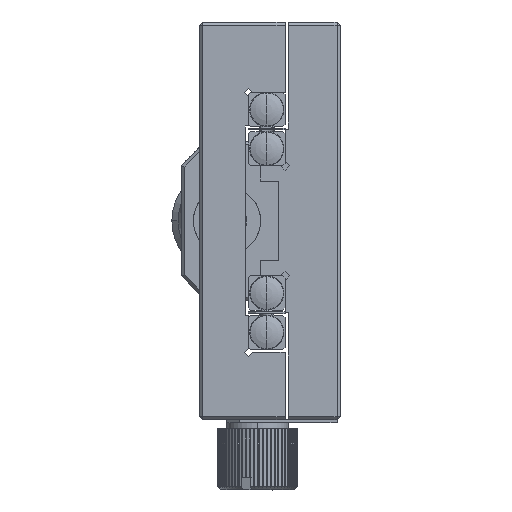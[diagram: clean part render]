
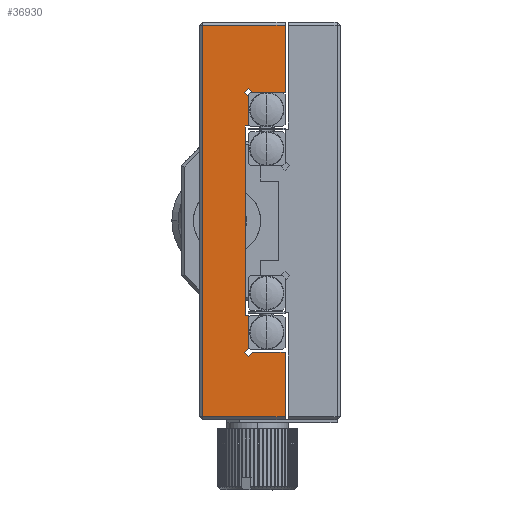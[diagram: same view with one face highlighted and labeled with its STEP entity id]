
A CAD part, left-side view. The second image highlights one B-rep face of the part: STEP entity #36930.
In plain terms, the highlighted planar face has unit normal (-1, 0, 0).
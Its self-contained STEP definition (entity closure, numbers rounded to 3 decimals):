
#134 = EDGE_CURVE ( 'NONE', #18772, #11006, #20798, .T. ) ;
#241 = EDGE_CURVE ( 'NONE', #12633, #5045, #28668, .T. ) ;
#445 = LINE ( 'NONE', #34091, #11804 ) ;
#520 = CARTESIAN_POINT ( 'NONE',  ( -32.5, 15., 21.707 ) ) ;
#726 = EDGE_CURVE ( 'NONE', #3607, #24102, #13609, .T. ) ;
#748 = VECTOR ( 'NONE', #31520, 1000. ) ;
#1074 = CARTESIAN_POINT ( 'NONE',  ( -32.5, 15., -22.207 ) ) ;
#1448 = ORIENTED_EDGE ( 'NONE', *, *, #29289, .T. ) ;
#1630 = FACE_OUTER_BOUND ( 'NONE', #3905, .T. ) ;
#2075 = LINE ( 'NONE', #27203, #7109 ) ;
#2205 = ORIENTED_EDGE ( 'NONE', *, *, #18118, .F. ) ;
#2264 = DIRECTION ( 'NONE',  ( 0., 0., 1. ) ) ;
#2758 = CARTESIAN_POINT ( 'NONE',  ( -32.5, 23., -15.5 ) ) ;
#3038 = CARTESIAN_POINT ( 'NONE',  ( -32.5, 9., 21. ) ) ;
#3376 = EDGE_CURVE ( 'NONE', #24054, #3607, #30256, .T. ) ;
#3531 = VECTOR ( 'NONE', #2264, 1000. ) ;
#3607 = VERTEX_POINT ( 'NONE', #520 ) ;
#3820 = CARTESIAN_POINT ( 'NONE',  ( -32.5, 15., 15.5 ) ) ;
#3829 = CARTESIAN_POINT ( 'NONE',  ( -32.5, 22.5, -32. ) ) ;
#3905 = EDGE_LOOP ( 'NONE', ( #10496, #16192, #31410, #9223, #2205, #13644, #7985, #34272, #22947, #34712, #30512, #1448, #11991, #18170, #39787, #5572, #34837, #30502 ) ) ;
#4118 = LINE ( 'NONE', #1074, #25943 ) ;
#4479 = CARTESIAN_POINT ( 'NONE',  ( -32.5, 23., -32.5 ) ) ;
#4611 = VECTOR ( 'NONE', #36926, 1000. ) ;
#5001 = EDGE_CURVE ( 'NONE', #11006, #27982, #13524, .T. ) ;
#5045 = VERTEX_POINT ( 'NONE', #22454 ) ;
#5079 = VECTOR ( 'NONE', #6610, 1000. ) ;
#5093 = DIRECTION ( 'NONE',  ( -1., 0., 0. ) ) ;
#5474 = DIRECTION ( 'NONE',  ( 0., -0.707, 0.707 ) ) ;
#5572 = ORIENTED_EDGE ( 'NONE', *, *, #6571, .T. ) ;
#5702 = VECTOR ( 'NONE', #27277, 1000. ) ;
#6063 = CARTESIAN_POINT ( 'NONE',  ( -32.5, 15.707, -21.5 ) ) ;
#6571 = EDGE_CURVE ( 'NONE', #11760, #27658, #10054, .T. ) ;
#6610 = DIRECTION ( 'NONE',  ( 0., 0., 1. ) ) ;
#7109 = VECTOR ( 'NONE', #9306, 1000. ) ;
#7145 = EDGE_CURVE ( 'NONE', #27698, #20895, #2075, .T. ) ;
#7478 = CARTESIAN_POINT ( 'NONE',  ( -32.5, 15.5, 15.5 ) ) ;
#7486 = VECTOR ( 'NONE', #32136, 1000. ) ;
#7985 = ORIENTED_EDGE ( 'NONE', *, *, #7145, .T. ) ;
#8276 = CARTESIAN_POINT ( 'NONE',  ( -32.5, 15., -15.5 ) ) ;
#9223 = ORIENTED_EDGE ( 'NONE', *, *, #241, .T. ) ;
#9306 = DIRECTION ( 'NONE',  ( 0., 0., 1. ) ) ;
#9855 = CARTESIAN_POINT ( 'NONE',  ( -32.5, 9., -32.5 ) ) ;
#10054 = LINE ( 'NONE', #25068, #5079 ) ;
#10174 = CARTESIAN_POINT ( 'NONE',  ( -32.5, 9., -21.5 ) ) ;
#10228 = CARTESIAN_POINT ( 'NONE',  ( -32.5, 23., 32. ) ) ;
#10340 = DIRECTION ( 'NONE',  ( 0., 0.707, -0.707 ) ) ;
#10496 = ORIENTED_EDGE ( 'NONE', *, *, #726, .T. ) ;
#11006 = VERTEX_POINT ( 'NONE', #29909 ) ;
#11760 = VERTEX_POINT ( 'NONE', #3820 ) ;
#11804 = VECTOR ( 'NONE', #31655, 1000. ) ;
#11956 = CARTESIAN_POINT ( 'NONE',  ( -32.5, 23., 15.5 ) ) ;
#11991 = ORIENTED_EDGE ( 'NONE', *, *, #134, .T. ) ;
#12633 = VERTEX_POINT ( 'NONE', #20057 ) ;
#12680 = VERTEX_POINT ( 'NONE', #6063 ) ;
#12807 = VECTOR ( 'NONE', #16131, 1000. ) ;
#12831 = VERTEX_POINT ( 'NONE', #3038 ) ;
#12947 = EDGE_CURVE ( 'NONE', #20895, #15543, #26296, .T. ) ;
#13394 = VECTOR ( 'NONE', #27169, 1000. ) ;
#13449 = DIRECTION ( 'NONE',  ( 0., 0.707, 0.707 ) ) ;
#13524 = LINE ( 'NONE', #38446, #22766 ) ;
#13609 = LINE ( 'NONE', #17272, #16229 ) ;
#13644 = ORIENTED_EDGE ( 'NONE', *, *, #25583, .T. ) ;
#14116 = VECTOR ( 'NONE', #5474, 1000. ) ;
#14175 = VERTEX_POINT ( 'NONE', #3829 ) ;
#14398 = DIRECTION ( 'NONE',  ( 0., -1., 0. ) ) ;
#15109 = CARTESIAN_POINT ( 'NONE',  ( -32.5, 15.707, 21. ) ) ;
#15543 = VERTEX_POINT ( 'NONE', #18289 ) ;
#15606 = CARTESIAN_POINT ( 'NONE',  ( -32.5, 15., 20.293 ) ) ;
#16131 = DIRECTION ( 'NONE',  ( 0., 1., 0. ) ) ;
#16192 = ORIENTED_EDGE ( 'NONE', *, *, #22563, .T. ) ;
#16229 = VECTOR ( 'NONE', #26168, 1000. ) ;
#17152 = EDGE_CURVE ( 'NONE', #15543, #29307, #25760, .T. ) ;
#17272 = CARTESIAN_POINT ( 'NONE',  ( -32.5, 15., 21.707 ) ) ;
#18118 = EDGE_CURVE ( 'NONE', #14175, #5045, #445, .T. ) ;
#18170 = ORIENTED_EDGE ( 'NONE', *, *, #5001, .T. ) ;
#18289 = CARTESIAN_POINT ( 'NONE',  ( -32.5, 14.293, -21.5 ) ) ;
#18352 = CARTESIAN_POINT ( 'NONE',  ( -32.5, 14.293, 21. ) ) ;
#18772 = VERTEX_POINT ( 'NONE', #8276 ) ;
#19162 = CARTESIAN_POINT ( 'NONE',  ( -32.5, 23., -32. ) ) ;
#19379 = EDGE_CURVE ( 'NONE', #29307, #12680, #4118, .T. ) ;
#19810 = DIRECTION ( 'NONE',  ( 0., 0., 1. ) ) ;
#20057 = CARTESIAN_POINT ( 'NONE',  ( -32.5, 9., 32. ) ) ;
#20707 = CARTESIAN_POINT ( 'NONE',  ( -32.5, 15., -22.207 ) ) ;
#20798 = LINE ( 'NONE', #2758, #5702 ) ;
#20895 = VERTEX_POINT ( 'NONE', #10174 ) ;
#21473 = LINE ( 'NONE', #15606, #13394 ) ;
#21508 = CARTESIAN_POINT ( 'NONE',  ( -32.5, 15.707, 21. ) ) ;
#22448 = AXIS2_PLACEMENT_3D ( 'NONE', #4479, #5093, #14398 ) ;
#22454 = CARTESIAN_POINT ( 'NONE',  ( -32.5, 22.5, 32. ) ) ;
#22563 = EDGE_CURVE ( 'NONE', #24102, #12831, #27906, .T. ) ;
#22766 = VECTOR ( 'NONE', #19810, 1000. ) ;
#22799 = EDGE_CURVE ( 'NONE', #12831, #12633, #28500, .T. ) ;
#22947 = ORIENTED_EDGE ( 'NONE', *, *, #17152, .T. ) ;
#24054 = VERTEX_POINT ( 'NONE', #15109 ) ;
#24102 = VERTEX_POINT ( 'NONE', #18352 ) ;
#24165 = CARTESIAN_POINT ( 'NONE',  ( -32.5, 15., 20.293 ) ) ;
#25068 = CARTESIAN_POINT ( 'NONE',  ( -32.5, 15., 15.5 ) ) ;
#25583 = EDGE_CURVE ( 'NONE', #14175, #27698, #37786, .T. ) ;
#25760 = LINE ( 'NONE', #38126, #34387 ) ;
#25943 = VECTOR ( 'NONE', #13449, 1000. ) ;
#26147 = PLANE ( 'NONE',  #22448 ) ;
#26168 = DIRECTION ( 'NONE',  ( 0., -0.707, -0.707 ) ) ;
#26296 = LINE ( 'NONE', #38068, #29356 ) ;
#26748 = LINE ( 'NONE', #26958, #14116 ) ;
#26780 = LINE ( 'NONE', #26995, #3531 ) ;
#26958 = CARTESIAN_POINT ( 'NONE',  ( -32.5, 15.707, -21.5 ) ) ;
#26995 = CARTESIAN_POINT ( 'NONE',  ( -32.5, 15., -20.793 ) ) ;
#27169 = DIRECTION ( 'NONE',  ( 0., 0.707, 0.707 ) ) ;
#27203 = CARTESIAN_POINT ( 'NONE',  ( -32.5, 9., -32.5 ) ) ;
#27277 = DIRECTION ( 'NONE',  ( 0., 1., 0. ) ) ;
#27582 = LINE ( 'NONE', #11956, #35398 ) ;
#27658 = VERTEX_POINT ( 'NONE', #24165 ) ;
#27698 = VERTEX_POINT ( 'NONE', #39413 ) ;
#27906 = LINE ( 'NONE', #34190, #37270 ) ;
#27982 = VERTEX_POINT ( 'NONE', #7478 ) ;
#28500 = LINE ( 'NONE', #9855, #7486 ) ;
#28668 = LINE ( 'NONE', #10228, #12807 ) ;
#29289 = EDGE_CURVE ( 'NONE', #34605, #18772, #26780, .T. ) ;
#29307 = VERTEX_POINT ( 'NONE', #20707 ) ;
#29356 = VECTOR ( 'NONE', #29544, 1000. ) ;
#29544 = DIRECTION ( 'NONE',  ( 0., 1., 0. ) ) ;
#29909 = CARTESIAN_POINT ( 'NONE',  ( -32.5, 15.5, -15.5 ) ) ;
#30256 = LINE ( 'NONE', #21508, #4611 ) ;
#30502 = ORIENTED_EDGE ( 'NONE', *, *, #3376, .T. ) ;
#30512 = ORIENTED_EDGE ( 'NONE', *, *, #34634, .T. ) ;
#31410 = ORIENTED_EDGE ( 'NONE', *, *, #22799, .T. ) ;
#31520 = DIRECTION ( 'NONE',  ( 0., -1., 0. ) ) ;
#31655 = DIRECTION ( 'NONE',  ( 0., 0., 1. ) ) ;
#32136 = DIRECTION ( 'NONE',  ( 0., 0., 1. ) ) ;
#33983 = DIRECTION ( 'NONE',  ( 0., -1., 0. ) ) ;
#34091 = CARTESIAN_POINT ( 'NONE',  ( -32.5, 22.5, 32.5 ) ) ;
#34190 = CARTESIAN_POINT ( 'NONE',  ( -32.5, 23., 21. ) ) ;
#34272 = ORIENTED_EDGE ( 'NONE', *, *, #12947, .T. ) ;
#34387 = VECTOR ( 'NONE', #10340, 1000. ) ;
#34605 = VERTEX_POINT ( 'NONE', #39527 ) ;
#34634 = EDGE_CURVE ( 'NONE', #12680, #34605, #26748, .T. ) ;
#34712 = ORIENTED_EDGE ( 'NONE', *, *, #19379, .T. ) ;
#34837 = ORIENTED_EDGE ( 'NONE', *, *, #37067, .T. ) ;
#35398 = VECTOR ( 'NONE', #39956, 1000. ) ;
#36926 = DIRECTION ( 'NONE',  ( 0., -0.707, 0.707 ) ) ;
#36930 = ADVANCED_FACE ( 'NONE', ( #1630 ), #26147, .T. ) ;
#37067 = EDGE_CURVE ( 'NONE', #27658, #24054, #21473, .T. ) ;
#37119 = EDGE_CURVE ( 'NONE', #27982, #11760, #27582, .T. ) ;
#37270 = VECTOR ( 'NONE', #33983, 1000. ) ;
#37786 = LINE ( 'NONE', #19162, #748 ) ;
#38068 = CARTESIAN_POINT ( 'NONE',  ( -32.5, 23., -21.5 ) ) ;
#38126 = CARTESIAN_POINT ( 'NONE',  ( -32.5, 15., -22.207 ) ) ;
#38446 = CARTESIAN_POINT ( 'NONE',  ( -32.5, 15.5, -15.5 ) ) ;
#39413 = CARTESIAN_POINT ( 'NONE',  ( -32.5, 9., -32. ) ) ;
#39527 = CARTESIAN_POINT ( 'NONE',  ( -32.5, 15., -20.793 ) ) ;
#39787 = ORIENTED_EDGE ( 'NONE', *, *, #37119, .T. ) ;
#39956 = DIRECTION ( 'NONE',  ( 0., -1., 0. ) ) ;
